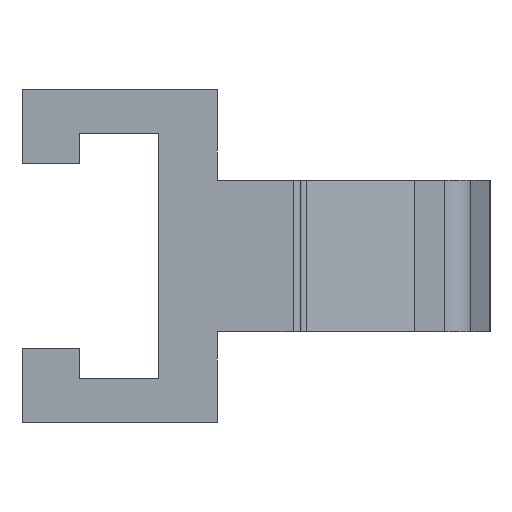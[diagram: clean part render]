
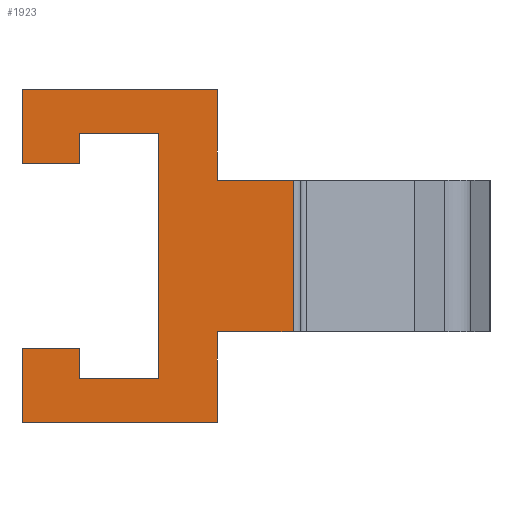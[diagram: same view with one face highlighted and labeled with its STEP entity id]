
A CAD part, left-side view. The second image highlights one B-rep face of the part: STEP entity #1923.
In plain terms, the highlighted planar face has unit normal (-1, 0, 0).
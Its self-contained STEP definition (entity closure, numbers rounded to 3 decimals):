
#192 = VERTEX_POINT('',#193);
#193 = CARTESIAN_POINT('',(-30.,12.,-5.));
#199 = EDGE_CURVE('',#192,#200,#202,.T.);
#200 = VERTEX_POINT('',#201);
#201 = CARTESIAN_POINT('',(-30.,7.,-5.));
#202 = LINE('',#203,#204);
#203 = CARTESIAN_POINT('',(-30.,12.,-5.));
#204 = VECTOR('',#205,1.);
#205 = DIRECTION('',(0.,-1.,0.));
#949 = VERTEX_POINT('',#950);
#950 = CARTESIAN_POINT('',(-30.,12.,5.));
#956 = EDGE_CURVE('',#949,#957,#959,.T.);
#957 = VERTEX_POINT('',#958);
#958 = CARTESIAN_POINT('',(-30.,7.,5.));
#959 = LINE('',#960,#961);
#960 = CARTESIAN_POINT('',(-30.,12.,5.));
#961 = VECTOR('',#962,1.);
#962 = DIRECTION('',(0.,-1.,0.));
#1720 = EDGE_CURVE('',#1721,#949,#1723,.T.);
#1721 = VERTEX_POINT('',#1722);
#1722 = CARTESIAN_POINT('',(-30.,12.,11.));
#1723 = LINE('',#1724,#1725);
#1724 = CARTESIAN_POINT('',(-30.,12.,11.));
#1725 = VECTOR('',#1726,1.);
#1726 = DIRECTION('',(0.,0.,-1.));
#1745 = VERTEX_POINT('',#1746);
#1746 = CARTESIAN_POINT('',(-30.,24.9,11.));
#1754 = EDGE_CURVE('',#1745,#1721,#1755,.T.);
#1755 = LINE('',#1756,#1757);
#1756 = CARTESIAN_POINT('',(-30.,24.9,11.));
#1757 = VECTOR('',#1758,1.);
#1758 = DIRECTION('',(0.,-1.,0.));
#1768 = EDGE_CURVE('',#1769,#1745,#1771,.T.);
#1769 = VERTEX_POINT('',#1770);
#1770 = CARTESIAN_POINT('',(-30.,24.9,6.1));
#1771 = LINE('',#1772,#1773);
#1772 = CARTESIAN_POINT('',(-30.,24.9,6.1));
#1773 = VECTOR('',#1774,1.);
#1774 = DIRECTION('',(0.,0.,1.));
#1809 = VERTEX_POINT('',#1810);
#1810 = CARTESIAN_POINT('',(-30.,15.9,-8.1));
#1818 = VERTEX_POINT('',#1819);
#1819 = CARTESIAN_POINT('',(-30.,15.9,8.1));
#1825 = EDGE_CURVE('',#1809,#1818,#1826,.T.);
#1826 = LINE('',#1827,#1828);
#1827 = CARTESIAN_POINT('',(-30.,15.9,-8.1));
#1828 = VECTOR('',#1829,1.);
#1829 = DIRECTION('',(0.,0.,1.));
#1839 = EDGE_CURVE('',#1840,#1842,#1844,.T.);
#1840 = VERTEX_POINT('',#1841);
#1841 = CARTESIAN_POINT('',(-30.,24.9,-11.));
#1842 = VERTEX_POINT('',#1843);
#1843 = CARTESIAN_POINT('',(-30.,24.9,-6.1));
#1844 = LINE('',#1845,#1846);
#1845 = CARTESIAN_POINT('',(-30.,24.9,-11.));
#1846 = VECTOR('',#1847,1.);
#1847 = DIRECTION('',(0.,0.,1.));
#1887 = VERTEX_POINT('',#1888);
#1888 = CARTESIAN_POINT('',(-30.,12.,-11.));
#1896 = EDGE_CURVE('',#1887,#1840,#1897,.T.);
#1897 = LINE('',#1898,#1899);
#1898 = CARTESIAN_POINT('',(-30.,12.,-11.));
#1899 = VECTOR('',#1900,1.);
#1900 = DIRECTION('',(0.,1.,0.));
#1910 = EDGE_CURVE('',#192,#1887,#1911,.T.);
#1911 = LINE('',#1912,#1913);
#1912 = CARTESIAN_POINT('',(-30.,12.,11.));
#1913 = VECTOR('',#1914,1.);
#1914 = DIRECTION('',(0.,0.,-1.));
#1923 = ADVANCED_FACE('',(#1924),#1985,.T.);
#1924 = FACE_BOUND('',#1925,.T.);
#1925 = EDGE_LOOP('',(#1926,#1932,#1933,#1934,#1935,#1936,#1944,#1952,
    #1958,#1959,#1967,#1975,#1981,#1982,#1983,#1984));
#1926 = ORIENTED_EDGE('',*,*,#1927,.T.);
#1927 = EDGE_CURVE('',#200,#957,#1928,.T.);
#1928 = LINE('',#1929,#1930);
#1929 = CARTESIAN_POINT('',(-30.,7.,-5.));
#1930 = VECTOR('',#1931,1.);
#1931 = DIRECTION('',(0.,0.,1.));
#1932 = ORIENTED_EDGE('',*,*,#956,.F.);
#1933 = ORIENTED_EDGE('',*,*,#1720,.F.);
#1934 = ORIENTED_EDGE('',*,*,#1754,.F.);
#1935 = ORIENTED_EDGE('',*,*,#1768,.F.);
#1936 = ORIENTED_EDGE('',*,*,#1937,.F.);
#1937 = EDGE_CURVE('',#1938,#1769,#1940,.T.);
#1938 = VERTEX_POINT('',#1939);
#1939 = CARTESIAN_POINT('',(-30.,21.1,6.1));
#1940 = LINE('',#1941,#1942);
#1941 = CARTESIAN_POINT('',(-30.,21.1,6.1));
#1942 = VECTOR('',#1943,1.);
#1943 = DIRECTION('',(0.,1.,0.));
#1944 = ORIENTED_EDGE('',*,*,#1945,.F.);
#1945 = EDGE_CURVE('',#1946,#1938,#1948,.T.);
#1946 = VERTEX_POINT('',#1947);
#1947 = CARTESIAN_POINT('',(-30.,21.1,8.1));
#1948 = LINE('',#1949,#1950);
#1949 = CARTESIAN_POINT('',(-30.,21.1,8.1));
#1950 = VECTOR('',#1951,1.);
#1951 = DIRECTION('',(0.,0.,-1.));
#1952 = ORIENTED_EDGE('',*,*,#1953,.F.);
#1953 = EDGE_CURVE('',#1818,#1946,#1954,.T.);
#1954 = LINE('',#1955,#1956);
#1955 = CARTESIAN_POINT('',(-30.,15.9,8.1));
#1956 = VECTOR('',#1957,1.);
#1957 = DIRECTION('',(0.,1.,0.));
#1958 = ORIENTED_EDGE('',*,*,#1825,.F.);
#1959 = ORIENTED_EDGE('',*,*,#1960,.F.);
#1960 = EDGE_CURVE('',#1961,#1809,#1963,.T.);
#1961 = VERTEX_POINT('',#1962);
#1962 = CARTESIAN_POINT('',(-30.,21.1,-8.1));
#1963 = LINE('',#1964,#1965);
#1964 = CARTESIAN_POINT('',(-30.,21.1,-8.1));
#1965 = VECTOR('',#1966,1.);
#1966 = DIRECTION('',(0.,-1.,0.));
#1967 = ORIENTED_EDGE('',*,*,#1968,.F.);
#1968 = EDGE_CURVE('',#1969,#1961,#1971,.T.);
#1969 = VERTEX_POINT('',#1970);
#1970 = CARTESIAN_POINT('',(-30.,21.1,-6.1));
#1971 = LINE('',#1972,#1973);
#1972 = CARTESIAN_POINT('',(-30.,21.1,-6.1));
#1973 = VECTOR('',#1974,1.);
#1974 = DIRECTION('',(0.,0.,-1.));
#1975 = ORIENTED_EDGE('',*,*,#1976,.F.);
#1976 = EDGE_CURVE('',#1842,#1969,#1977,.T.);
#1977 = LINE('',#1978,#1979);
#1978 = CARTESIAN_POINT('',(-30.,24.9,-6.1));
#1979 = VECTOR('',#1980,1.);
#1980 = DIRECTION('',(0.,-1.,0.));
#1981 = ORIENTED_EDGE('',*,*,#1839,.F.);
#1982 = ORIENTED_EDGE('',*,*,#1896,.F.);
#1983 = ORIENTED_EDGE('',*,*,#1910,.F.);
#1984 = ORIENTED_EDGE('',*,*,#199,.T.);
#1985 = PLANE('',#1986);
#1986 = AXIS2_PLACEMENT_3D('',#1987,#1988,#1989);
#1987 = CARTESIAN_POINT('',(-30.,16.429,0.));
#1988 = DIRECTION('',(-1.,-0.,-0.));
#1989 = DIRECTION('',(0.,0.,-1.));
